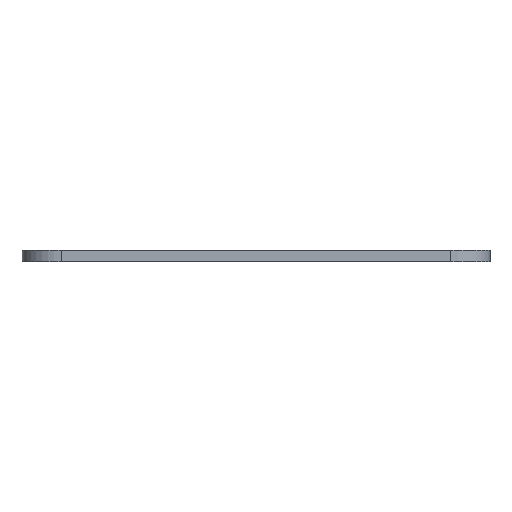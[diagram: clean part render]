
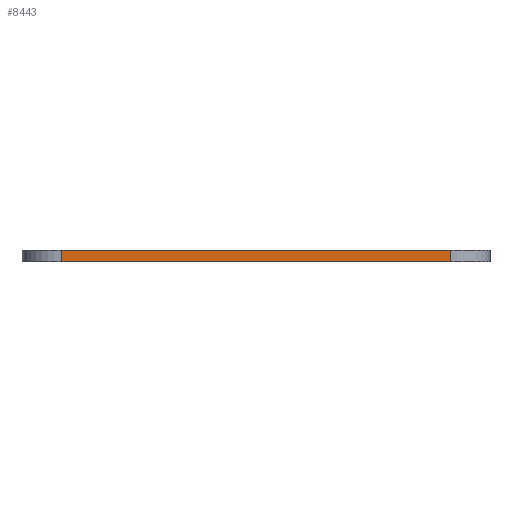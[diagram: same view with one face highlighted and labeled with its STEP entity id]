
A CAD part, front view. The second image highlights one B-rep face of the part: STEP entity #8443.
In plain terms, the highlighted planar face has unit normal (0, -1, 0).
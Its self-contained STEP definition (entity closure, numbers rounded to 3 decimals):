
#273=PLANE('',#8677);
#698=FACE_OUTER_BOUND('',#1179,.T.);
#1179=EDGE_LOOP('',(#7547,#7548,#7549,#7550));
#1856=LINE('',#18077,#2565);
#1874=LINE('',#18160,#2583);
#1875=LINE('',#18163,#2584);
#1876=LINE('',#18164,#2585);
#2565=VECTOR('',#9659,10.);
#2583=VECTOR('',#9731,10.);
#2584=VECTOR('',#9734,10.);
#2585=VECTOR('',#9735,10.);
#3907=VERTEX_POINT('',#18055);
#3917=VERTEX_POINT('',#18075);
#3954=VERTEX_POINT('',#18156);
#3956=VERTEX_POINT('',#18162);
#5132=EDGE_CURVE('',#3917,#3907,#1856,.T.);
#5171=EDGE_CURVE('',#3907,#3954,#1874,.T.);
#5172=EDGE_CURVE('',#3956,#3917,#1875,.T.);
#5173=EDGE_CURVE('',#3954,#3956,#1876,.T.);
#7547=ORIENTED_EDGE('',*,*,#5171,.F.);
#7548=ORIENTED_EDGE('',*,*,#5132,.F.);
#7549=ORIENTED_EDGE('',*,*,#5172,.F.);
#7550=ORIENTED_EDGE('',*,*,#5173,.F.);
#8443=ADVANCED_FACE('',(#698),#273,.T.);
#8677=AXIS2_PLACEMENT_3D('',#18161,#9732,#9733);
#9659=DIRECTION('',(-1.,0.,0.));
#9731=DIRECTION('',(0.,0.,1.));
#9732=DIRECTION('center_axis',(0.,-1.,0.));
#9733=DIRECTION('ref_axis',(1.,0.,0.));
#9734=DIRECTION('',(0.,0.,-1.));
#9735=DIRECTION('',(1.,0.,0.));
#18055=CARTESIAN_POINT('',(-5.175,-48.275,0.));
#18075=CARTESIAN_POINT('',(44.325,-48.275,0.));
#18077=CARTESIAN_POINT('',(49.325,-48.275,0.));
#18156=CARTESIAN_POINT('',(-5.175,-48.275,1.5));
#18160=CARTESIAN_POINT('',(-5.175,-48.275,0.));
#18161=CARTESIAN_POINT('Origin',(-10.175,-48.275,0.));
#18162=CARTESIAN_POINT('',(44.325,-48.275,1.5));
#18163=CARTESIAN_POINT('',(44.325,-48.275,0.));
#18164=CARTESIAN_POINT('',(49.325,-48.275,1.5));
